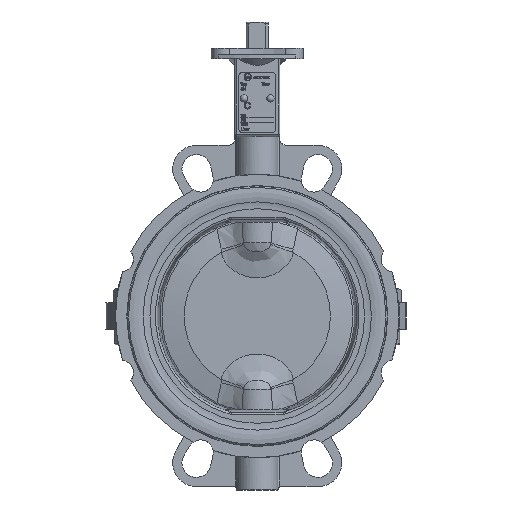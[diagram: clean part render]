
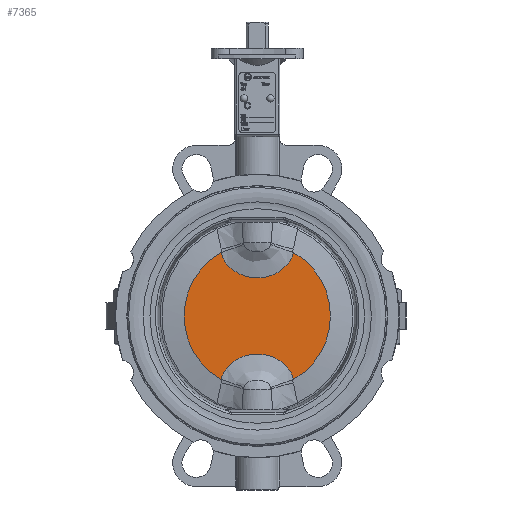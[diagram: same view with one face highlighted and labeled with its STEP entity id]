
A CAD part, front view. The second image highlights one B-rep face of the part: STEP entity #7365.
In plain terms, the highlighted planar face has unit normal (0, -1, 0).
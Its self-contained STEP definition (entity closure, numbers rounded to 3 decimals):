
#7232=CARTESIAN_POINT('',(27.75,-6.5,0.));
#7233=DIRECTION('',(0.0,-1.0,0.0));
#7234=DIRECTION('',(0.0,0.0,-1.0));
#7235=AXIS2_PLACEMENT_3D('',#7232,#7233,#7234);
#7236=PLANE('',#7235);
#7237=CARTESIAN_POINT('',(27.71,-6.5,-48.087));
#7238=VERTEX_POINT('',#7237);
#7239=CARTESIAN_POINT('',(-27.71,-6.5,-48.087));
#7240=VERTEX_POINT('',#7239);
#7241=CARTESIAN_POINT('',(27.709,-6.5,-48.088));
#7242=CARTESIAN_POINT('',(26.895,-6.5,-45.446));
#7243=CARTESIAN_POINT('',(25.625,-6.5,-42.907));
#7244=CARTESIAN_POINT('',(24.009,-6.5,-40.664));
#7245=CARTESIAN_POINT('',(23.865,-6.5,-40.464));
#7246=CARTESIAN_POINT('',(23.719,-6.5,-40.267));
#7247=CARTESIAN_POINT('',(23.569,-6.5,-40.071));
#7248=CARTESIAN_POINT('',(21.482,-6.5,-37.341));
#7249=CARTESIAN_POINT('',(18.804,-6.5,-34.991));
#7250=CARTESIAN_POINT('',(15.85,-6.5,-33.223));
#7251=CARTESIAN_POINT('',(15.708,-6.5,-33.138));
#7252=CARTESIAN_POINT('',(15.566,-6.5,-33.055));
#7253=CARTESIAN_POINT('',(15.423,-6.5,-32.973));
#7254=CARTESIAN_POINT('',(13.007,-6.5,-31.584));
#7255=CARTESIAN_POINT('',(10.365,-6.5,-30.539));
#7256=CARTESIAN_POINT('',(7.66,-6.5,-29.869));
#7257=CARTESIAN_POINT('',(6.948,-6.5,-29.692));
#7258=CARTESIAN_POINT('',(6.228,-6.5,-29.541));
#7259=CARTESIAN_POINT('',(5.504,-6.5,-29.414));
#7260=CARTESIAN_POINT('',(3.687,-6.5,-29.097));
#7261=CARTESIAN_POINT('',(1.839,-6.5,-28.937));
#7262=CARTESIAN_POINT('',(0.,-6.5,-28.937));
#7263=CARTESIAN_POINT('',(-1.842,-6.5,-28.937));
#7264=CARTESIAN_POINT('',(-3.693,-6.5,-29.096));
#7265=CARTESIAN_POINT('',(-5.511,-6.5,-29.414));
#7266=CARTESIAN_POINT('',(-5.978,-6.5,-29.496));
#7267=CARTESIAN_POINT('',(-6.443,-6.5,-29.588));
#7268=CARTESIAN_POINT('',(-6.904,-6.5,-29.691));
#7269=CARTESIAN_POINT('',(-9.586,-6.5,-30.286));
#7270=CARTESIAN_POINT('',(-12.215,-6.5,-31.243));
#7271=CARTESIAN_POINT('',(-14.637,-6.5,-32.538));
#7272=CARTESIAN_POINT('',(-15.049,-6.5,-32.757));
#7273=CARTESIAN_POINT('',(-15.456,-6.5,-32.988));
#7274=CARTESIAN_POINT('',(-15.858,-6.5,-33.228));
#7275=CARTESIAN_POINT('',(-18.261,-6.5,-34.667));
#7276=CARTESIAN_POINT('',(-20.472,-6.5,-36.481));
#7277=CARTESIAN_POINT('',(-22.326,-6.5,-38.565));
#7278=CARTESIAN_POINT('',(-22.918,-6.5,-39.231));
#7279=CARTESIAN_POINT('',(-23.48,-6.5,-39.93));
#7280=CARTESIAN_POINT('',(-24.005,-6.5,-40.658));
#7281=CARTESIAN_POINT('',(-25.088,-6.5,-42.161));
#7282=CARTESIAN_POINT('',(-26.017,-6.5,-43.792));
#7283=CARTESIAN_POINT('',(-26.751,-6.5,-45.489));
#7284=CARTESIAN_POINT('',(-27.001,-6.5,-46.065));
#7285=CARTESIAN_POINT('',(-27.228,-6.5,-46.649));
#7286=CARTESIAN_POINT('',(-27.433,-6.5,-47.239));
#7287=CARTESIAN_POINT('',(-27.53,-6.5,-47.52));
#7288=CARTESIAN_POINT('',(-27.623,-6.5,-47.803));
#7289=CARTESIAN_POINT('',(-27.71,-6.5,-48.087));
#7290=B_SPLINE_CURVE_WITH_KNOTS('',3,(#7241,#7242,#7243,#7244,#7245,#7246,#7247,#7248,#7249,#7250,#7251,#7252,#7253,#7254,#7255,#7256,#7257,#7258,#7259,#7260,#7261,#7262,#7263,#7264,#7265,#7266,#7267,#7268,#7269,#7270,#7271,#7272,#7273,#7274,#7275,#7276,#7277,#7278,#7279,#7280,#7281,#7282,#7283,#7284,#7285,#7286,#7287,#7288,#7289),.UNSPECIFIED.,.F.,.U.,(4,3,3,3,3,3,3,3,3,3,3,3,3,3,3,3,4),(-20.898,-20.071,-19.997,-18.966,-18.917,-18.081,-17.861,-17.309,-16.756,-16.615,-15.791,-15.651,-14.814,-14.546,-13.994,-13.807,-13.718),.UNSPECIFIED.);
#7291=EDGE_CURVE('',#7238,#7240,#7290,.T.);
#7292=ORIENTED_EDGE('',*,*,#7291,.F.);
#7293=CARTESIAN_POINT('',(27.71,-6.5,48.087));
#7294=VERTEX_POINT('',#7293);
#7295=CARTESIAN_POINT('',(0.,-6.5,0.));
#7296=DIRECTION('',(0.0,-1.0,0.0));
#7297=DIRECTION('',(1.0,0.0,0.0));
#7298=AXIS2_PLACEMENT_3D('',#7295,#7296,#7297);
#7299=CIRCLE('',#7298,55.5);
#7300=EDGE_CURVE('',#7238,#7294,#7299,.T.);
#7301=ORIENTED_EDGE('',*,*,#7300,.T.);
#7302=CARTESIAN_POINT('',(-27.71,-6.5,48.087));
#7303=VERTEX_POINT('',#7302);
#7304=CARTESIAN_POINT('',(-27.709,-6.5,48.088));
#7305=CARTESIAN_POINT('',(-26.895,-6.5,45.446));
#7306=CARTESIAN_POINT('',(-25.625,-6.5,42.907));
#7307=CARTESIAN_POINT('',(-24.009,-6.5,40.664));
#7308=CARTESIAN_POINT('',(-23.865,-6.5,40.464));
#7309=CARTESIAN_POINT('',(-23.719,-6.5,40.267));
#7310=CARTESIAN_POINT('',(-23.569,-6.5,40.071));
#7311=CARTESIAN_POINT('',(-21.482,-6.5,37.341));
#7312=CARTESIAN_POINT('',(-18.804,-6.5,34.991));
#7313=CARTESIAN_POINT('',(-15.85,-6.5,33.223));
#7314=CARTESIAN_POINT('',(-15.708,-6.5,33.138));
#7315=CARTESIAN_POINT('',(-15.566,-6.5,33.055));
#7316=CARTESIAN_POINT('',(-15.423,-6.5,32.973));
#7317=CARTESIAN_POINT('',(-13.007,-6.5,31.584));
#7318=CARTESIAN_POINT('',(-10.365,-6.5,30.539));
#7319=CARTESIAN_POINT('',(-7.66,-6.5,29.869));
#7320=CARTESIAN_POINT('',(-6.948,-6.5,29.692));
#7321=CARTESIAN_POINT('',(-6.228,-6.5,29.541));
#7322=CARTESIAN_POINT('',(-5.504,-6.5,29.414));
#7323=CARTESIAN_POINT('',(-3.687,-6.5,29.097));
#7324=CARTESIAN_POINT('',(-1.839,-6.5,28.937));
#7325=CARTESIAN_POINT('',(0.,-6.5,28.937));
#7326=CARTESIAN_POINT('',(1.842,-6.5,28.937));
#7327=CARTESIAN_POINT('',(3.693,-6.5,29.096));
#7328=CARTESIAN_POINT('',(5.511,-6.5,29.414));
#7329=CARTESIAN_POINT('',(5.978,-6.5,29.496));
#7330=CARTESIAN_POINT('',(6.443,-6.5,29.588));
#7331=CARTESIAN_POINT('',(6.904,-6.5,29.691));
#7332=CARTESIAN_POINT('',(9.586,-6.5,30.286));
#7333=CARTESIAN_POINT('',(12.215,-6.5,31.243));
#7334=CARTESIAN_POINT('',(14.637,-6.5,32.538));
#7335=CARTESIAN_POINT('',(15.049,-6.5,32.757));
#7336=CARTESIAN_POINT('',(15.456,-6.5,32.988));
#7337=CARTESIAN_POINT('',(15.858,-6.5,33.228));
#7338=CARTESIAN_POINT('',(18.261,-6.5,34.667));
#7339=CARTESIAN_POINT('',(20.472,-6.5,36.481));
#7340=CARTESIAN_POINT('',(22.326,-6.5,38.565));
#7341=CARTESIAN_POINT('',(22.918,-6.5,39.231));
#7342=CARTESIAN_POINT('',(23.48,-6.5,39.93));
#7343=CARTESIAN_POINT('',(24.005,-6.5,40.658));
#7344=CARTESIAN_POINT('',(25.088,-6.5,42.161));
#7345=CARTESIAN_POINT('',(26.017,-6.5,43.792));
#7346=CARTESIAN_POINT('',(26.751,-6.5,45.489));
#7347=CARTESIAN_POINT('',(27.001,-6.5,46.065));
#7348=CARTESIAN_POINT('',(27.228,-6.5,46.649));
#7349=CARTESIAN_POINT('',(27.433,-6.5,47.239));
#7350=CARTESIAN_POINT('',(27.53,-6.5,47.52));
#7351=CARTESIAN_POINT('',(27.623,-6.5,47.803));
#7352=CARTESIAN_POINT('',(27.71,-6.5,48.087));
#7353=B_SPLINE_CURVE_WITH_KNOTS('',3,(#7304,#7305,#7306,#7307,#7308,#7309,#7310,#7311,#7312,#7313,#7314,#7315,#7316,#7317,#7318,#7319,#7320,#7321,#7322,#7323,#7324,#7325,#7326,#7327,#7328,#7329,#7330,#7331,#7332,#7333,#7334,#7335,#7336,#7337,#7338,#7339,#7340,#7341,#7342,#7343,#7344,#7345,#7346,#7347,#7348,#7349,#7350,#7351,#7352),.UNSPECIFIED.,.F.,.U.,(4,3,3,3,3,3,3,3,3,3,3,3,3,3,3,3,4),(-20.898,-20.071,-19.997,-18.966,-18.917,-18.081,-17.861,-17.309,-16.756,-16.615,-15.791,-15.651,-14.814,-14.546,-13.994,-13.807,-13.718),.UNSPECIFIED.);
#7354=EDGE_CURVE('',#7303,#7294,#7353,.T.);
#7355=ORIENTED_EDGE('',*,*,#7354,.F.);
#7356=CARTESIAN_POINT('',(0.,-6.5,0.));
#7357=DIRECTION('',(0.0,-1.0,0.0));
#7358=DIRECTION('',(1.0,0.0,0.0));
#7359=AXIS2_PLACEMENT_3D('',#7356,#7357,#7358);
#7360=CIRCLE('',#7359,55.5);
#7361=EDGE_CURVE('',#7303,#7240,#7360,.T.);
#7362=ORIENTED_EDGE('',*,*,#7361,.T.);
#7363=EDGE_LOOP('',(#7292,#7301,#7355,#7362));
#7364=FACE_OUTER_BOUND('',#7363,.T.);
#7365=ADVANCED_FACE('',(#7364),#7236,.T.);
